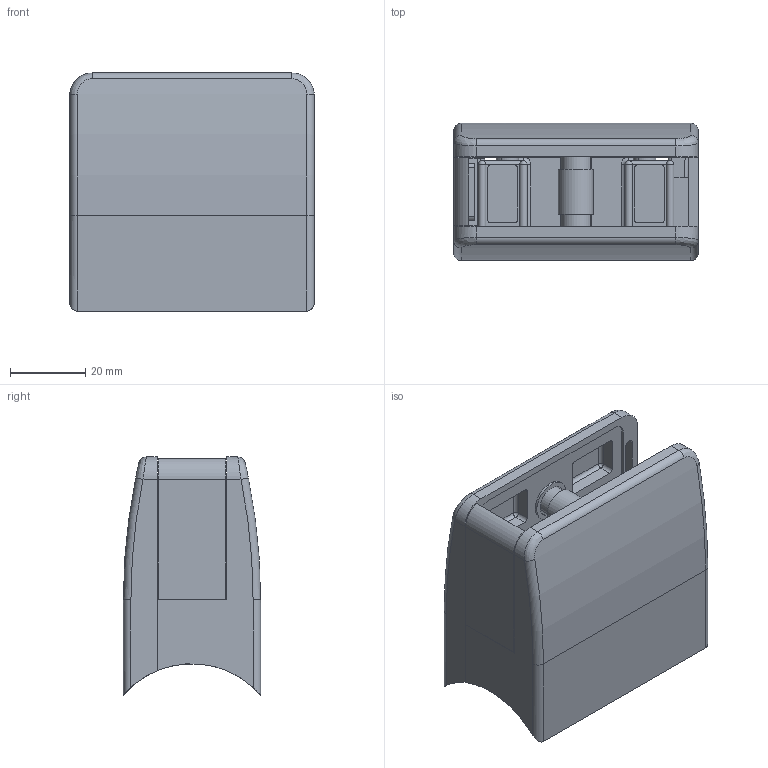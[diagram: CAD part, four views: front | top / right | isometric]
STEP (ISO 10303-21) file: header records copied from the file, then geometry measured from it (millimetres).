
FILE_DESCRIPTION (( 'STEP AP214' ), '1' );
FILE_NAME ('A_2400-048.STEP', '2021-11-22T18:16:45', ( '' ), ( '' ), 'SwSTEP 2.0', 'SolidWorks 2019', '' );
FILE_SCHEMA (( 'AUTOMOTIVE_DESIGN' ));
Length unit declared in the file: millimetre
Products named in the file (7): A_2400-048 P1_Vìchoz¡<Jako obrobenì>; A_2400-048 P3; A_2400-048 P4; A_2400-048 P5; A_2400-048 P2; Skrutka DIN 7991_Skrutka M 6x 20; A_2400-048
Assembly tree (7 placements, depth 2):
  A_2400-048
    A_2400-048 P1_Vìchoz¡<Jako obrobenì>
    A_2400-048 P2
    A_2400-048 P3
    A_2400-048 P4
    A_2400-048 P5
    Skrutka DIN 7991_Skrutka M 6x 20  x2
Bounding box: 65 x 36.5 x 63.33 mm (x, y, z)
Volume: 58649 mm3; surface area: 36561 mm2
Topology: 10 solids, 10 shells, 504 faces, 1233 edges, 728 vertices
Faces by surface type: cylinder 216, plane 206, sphere 42, cone 20, torus 16, bspline 4
Entity records: 14805 total; most frequent: CARTESIAN_POINT 3077, DIRECTION 2477, ORIENTED_EDGE 2302, EDGE_CURVE 1151, AXIS2_PLACEMENT_3D 895, VERTEX_POINT 706, VECTOR 687, LINE 687
